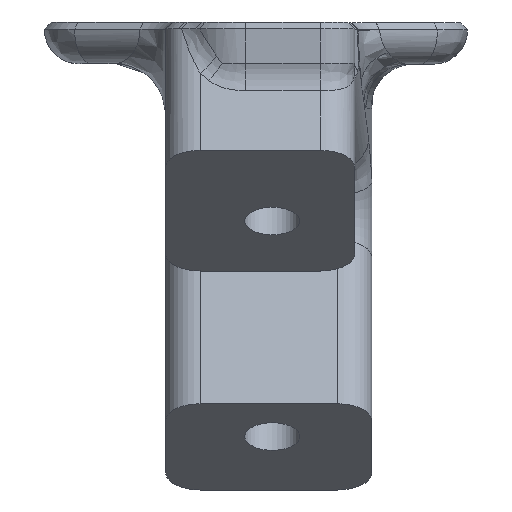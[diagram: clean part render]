
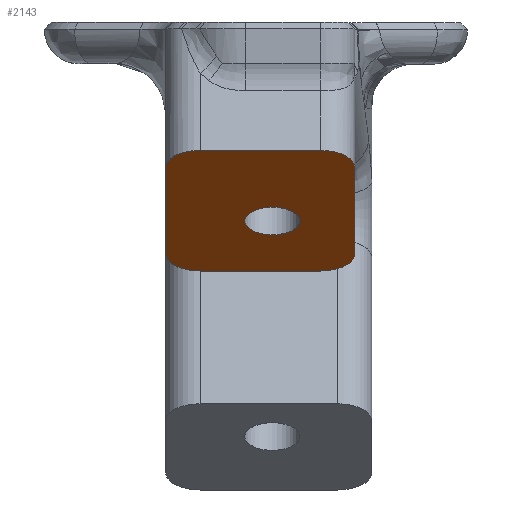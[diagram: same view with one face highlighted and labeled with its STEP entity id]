
A CAD part, top view. The second image highlights one B-rep face of the part: STEP entity #2143.
In plain terms, the highlighted planar face has unit normal (0, -0.866, 0.5).
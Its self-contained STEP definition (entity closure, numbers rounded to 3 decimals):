
#35=FACE_BOUND('',#493,.T.);
#201=CIRCLE('',#2344,2.);
#212=CIRCLE('',#2365,2.);
#213=CIRCLE('',#2366,2.);
#214=CIRCLE('',#2367,2.);
#215=CIRCLE('',#2368,1.6);
#349=FACE_OUTER_BOUND('',#492,.T.);
#492=EDGE_LOOP('',(#1804,#1805,#1806,#1807,#1808,#1809,#1810,#1811));
#493=EDGE_LOOP('',(#1812));
#687=LINE('',#4311,#821);
#698=LINE('',#4352,#832);
#699=LINE('',#4356,#833);
#700=LINE('',#4360,#834);
#821=VECTOR('',#2828,10.);
#832=VECTOR('',#2875,10.);
#833=VECTOR('',#2878,10.);
#834=VECTOR('',#2881,10.);
#1007=VERTEX_POINT('',#4301);
#1008=VERTEX_POINT('',#4303);
#1009=VERTEX_POINT('',#4310);
#1021=VERTEX_POINT('',#4351);
#1022=VERTEX_POINT('',#4353);
#1023=VERTEX_POINT('',#4355);
#1024=VERTEX_POINT('',#4357);
#1025=VERTEX_POINT('',#4359);
#1026=VERTEX_POINT('',#4362);
#1280=EDGE_CURVE('',#1007,#1008,#201,.T.);
#1284=EDGE_CURVE('',#1009,#1008,#687,.T.);
#1305=EDGE_CURVE('',#1021,#1007,#698,.T.);
#1306=EDGE_CURVE('',#1022,#1021,#212,.T.);
#1307=EDGE_CURVE('',#1023,#1022,#699,.T.);
#1308=EDGE_CURVE('',#1024,#1023,#213,.T.);
#1309=EDGE_CURVE('',#1024,#1025,#700,.T.);
#1310=EDGE_CURVE('',#1009,#1025,#214,.T.);
#1311=EDGE_CURVE('',#1026,#1026,#215,.T.);
#1804=ORIENTED_EDGE('',*,*,#1280,.F.);
#1805=ORIENTED_EDGE('',*,*,#1305,.F.);
#1806=ORIENTED_EDGE('',*,*,#1306,.F.);
#1807=ORIENTED_EDGE('',*,*,#1307,.F.);
#1808=ORIENTED_EDGE('',*,*,#1308,.F.);
#1809=ORIENTED_EDGE('',*,*,#1309,.T.);
#1810=ORIENTED_EDGE('',*,*,#1310,.F.);
#1811=ORIENTED_EDGE('',*,*,#1284,.T.);
#1812=ORIENTED_EDGE('',*,*,#1311,.F.);
#2042=PLANE('',#2364);
#2143=ADVANCED_FACE('',(#349,#35),#2042,.F.);
#2344=AXIS2_PLACEMENT_3D('',#4304,#2819,#2820);
#2364=AXIS2_PLACEMENT_3D('',#4350,#2873,#2874);
#2365=AXIS2_PLACEMENT_3D('',#4354,#2876,#2877);
#2366=AXIS2_PLACEMENT_3D('',#4358,#2879,#2880);
#2367=AXIS2_PLACEMENT_3D('',#4361,#2882,#2883);
#2368=AXIS2_PLACEMENT_3D('',#4363,#2884,#2885);
#2819=DIRECTION('center_axis',(0.,0.866,
-0.5));
#2820=DIRECTION('ref_axis',(0.707,0.354,0.612));
#2828=DIRECTION('',(0.,0.5,0.866));
#2873=DIRECTION('center_axis',(0.,0.866,
-0.5));
#2874=DIRECTION('ref_axis',(-1.,0.,0.));
#2875=DIRECTION('',(1.,0.,0.));
#2876=DIRECTION('center_axis',(0.,0.866,
-0.5));
#2877=DIRECTION('ref_axis',(-1.,0.,0.));
#2878=DIRECTION('',(0.,0.5,0.866));
#2879=DIRECTION('center_axis',(0.,0.866,
-0.5));
#2880=DIRECTION('ref_axis',(-0.707,-0.354,-0.612));
#2881=DIRECTION('',(1.,0.,0.));
#2882=DIRECTION('center_axis',(0.,0.866,
-0.5));
#2883=DIRECTION('ref_axis',(0.707,-0.354,-0.612));
#2884=DIRECTION('center_axis',(0.,-0.866,
0.5));
#2885=DIRECTION('ref_axis',(-1.,0.,0.));
#4301=CARTESIAN_POINT('',(125.718,-127.979,41.189));
#4303=CARTESIAN_POINT('',(127.718,-128.979,39.457));
#4304=CARTESIAN_POINT('Origin',(125.718,-128.979,39.457));
#4310=CARTESIAN_POINT('',(127.718,-133.979,30.797));
#4311=CARTESIAN_POINT('',(127.718,-134.979,29.065));
#4350=CARTESIAN_POINT('Origin',(122.218,-131.479,35.127));
#4351=CARTESIAN_POINT('',(118.718,-127.979,41.189));
#4352=CARTESIAN_POINT('',(118.718,-127.979,41.189));
#4353=CARTESIAN_POINT('',(116.718,-128.979,39.457));
#4354=CARTESIAN_POINT('Origin',(118.718,-128.979,39.457));
#4355=CARTESIAN_POINT('',(116.718,-133.979,30.797));
#4356=CARTESIAN_POINT('',(116.718,-146.679,8.8));
#4357=CARTESIAN_POINT('',(118.718,-134.979,29.065));
#4358=CARTESIAN_POINT('Origin',(118.718,-133.979,30.797));
#4359=CARTESIAN_POINT('',(125.718,-134.979,29.065));
#4360=CARTESIAN_POINT('',(116.718,-134.979,29.065));
#4361=CARTESIAN_POINT('Origin',(125.718,-133.979,30.797));
#4362=CARTESIAN_POINT('',(124.518,-132.079,34.087));
#4363=CARTESIAN_POINT('Origin',(122.918,-132.079,34.087));
